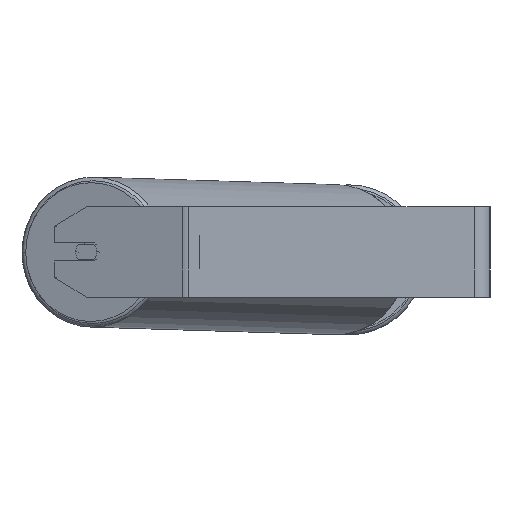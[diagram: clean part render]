
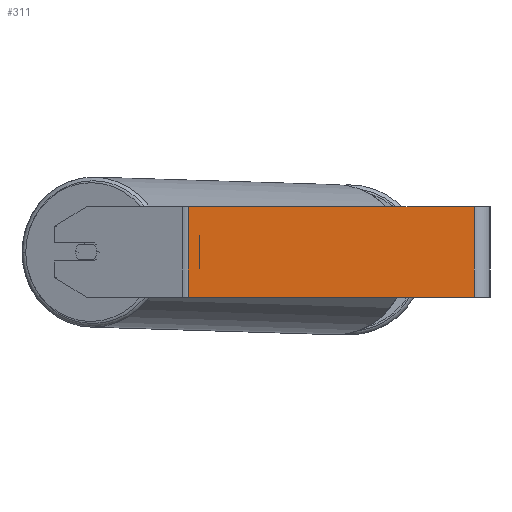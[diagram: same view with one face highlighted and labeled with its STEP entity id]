
A CAD part, left-side view. The second image highlights one B-rep face of the part: STEP entity #311.
In plain terms, the highlighted planar face has unit normal (-1, 0, 0).
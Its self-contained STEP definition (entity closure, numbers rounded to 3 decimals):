
#218 = EDGE_CURVE ( 'NONE', #6319, #609, #8529, .T. ) ;
#311 = ADVANCED_FACE ( 'NONE', ( #4002 ), #2637, .F. ) ;
#517 = EDGE_CURVE ( 'NONE', #3768, #8557, #2182, .T. ) ;
#609 = VERTEX_POINT ( 'NONE', #6502 ) ;
#902 = EDGE_LOOP ( 'NONE', ( #5888, #6900, #2831, #7780 ) ) ;
#1378 = LINE ( 'NONE', #4086, #4710 ) ;
#1384 = CARTESIAN_POINT ( 'NONE',  ( -1000., 14., 40. ) ) ;
#1719 = DIRECTION ( 'NONE',  ( 0., -1., 0. ) ) ;
#2182 = LINE ( 'NONE', #8275, #7782 ) ;
#2637 = PLANE ( 'NONE',  #4558 ) ;
#2831 = ORIENTED_EDGE ( 'NONE', *, *, #517, .F. ) ;
#3479 = DIRECTION ( 'NONE',  ( 0., 0., -1. ) ) ;
#3480 = CARTESIAN_POINT ( 'NONE',  ( -1000., 267.308, -40. ) ) ;
#3768 = VERTEX_POINT ( 'NONE', #7592 ) ;
#4002 = FACE_OUTER_BOUND ( 'NONE', #902, .T. ) ;
#4086 = CARTESIAN_POINT ( 'NONE',  ( -1000., 267.308, 40. ) ) ;
#4123 = CARTESIAN_POINT ( 'NONE',  ( -1000., 269.776, 40. ) ) ;
#4161 = VECTOR ( 'NONE', #3479, 1000. ) ;
#4558 = AXIS2_PLACEMENT_3D ( 'NONE', #4123, #4661, #4792 ) ;
#4661 = DIRECTION ( 'NONE',  ( 1., 0., 0. ) ) ;
#4710 = VECTOR ( 'NONE', #6781, 1000. ) ;
#4792 = DIRECTION ( 'NONE',  ( 0., 0., -1. ) ) ;
#4915 = CARTESIAN_POINT ( 'NONE',  ( -1000., 14., 40. ) ) ;
#4948 = DIRECTION ( 'NONE',  ( 0., -1., 0. ) ) ;
#5581 = LINE ( 'NONE', #1384, #4161 ) ;
#5749 = EDGE_CURVE ( 'NONE', #3768, #6319, #1378, .T. ) ;
#5888 = ORIENTED_EDGE ( 'NONE', *, *, #218, .T. ) ;
#6319 = VERTEX_POINT ( 'NONE', #3480 ) ;
#6502 = CARTESIAN_POINT ( 'NONE',  ( -1000., 14., -40. ) ) ;
#6781 = DIRECTION ( 'NONE',  ( 0., 0., -1. ) ) ;
#6900 = ORIENTED_EDGE ( 'NONE', *, *, #8415, .F. ) ;
#7160 = CARTESIAN_POINT ( 'NONE',  ( -1000., 269.776, -40. ) ) ;
#7592 = CARTESIAN_POINT ( 'NONE',  ( -1000., 267.308, 40. ) ) ;
#7780 = ORIENTED_EDGE ( 'NONE', *, *, #5749, .T. ) ;
#7782 = VECTOR ( 'NONE', #4948, 1000. ) ;
#8275 = CARTESIAN_POINT ( 'NONE',  ( -1000., 269.776, 40. ) ) ;
#8415 = EDGE_CURVE ( 'NONE', #8557, #609, #5581, .T. ) ;
#8511 = VECTOR ( 'NONE', #1719, 1000. ) ;
#8529 = LINE ( 'NONE', #7160, #8511 ) ;
#8557 = VERTEX_POINT ( 'NONE', #4915 ) ;
